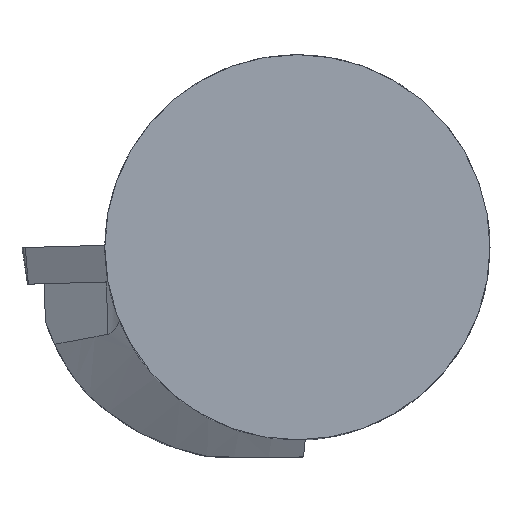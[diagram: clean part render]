
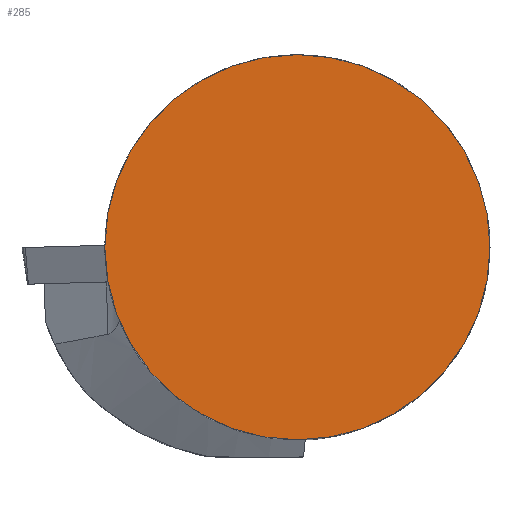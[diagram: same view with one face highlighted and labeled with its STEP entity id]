
A CAD part, top view. The second image highlights one B-rep face of the part: STEP entity #285.
In plain terms, the highlighted planar face has unit normal (0, 0, 1).
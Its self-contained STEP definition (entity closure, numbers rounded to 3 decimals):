
#224=FACE_OUTER_BOUND('',#389,.T.);
#256=CIRCLE('',#904,12.5);
#285=ADVANCED_FACE('',(#224),#323,.T.);
#323=PLANE('',#905);
#389=EDGE_LOOP('',(#467));
#467=ORIENTED_EDGE('',*,*,#720,.F.);
#647=VERTEX_POINT('',#1271);
#720=EDGE_CURVE('',#647,#647,#256,.T.);
#904=AXIS2_PLACEMENT_3D('',#1270,#1040,#1041);
#905=AXIS2_PLACEMENT_3D('',#1272,#1042,#1043);
#1040=DIRECTION('',(0.,0.,-1.));
#1041=DIRECTION('',(1.,0.,0.));
#1042=DIRECTION('',(0.,0.,1.));
#1043=DIRECTION('',(1.,0.,0.));
#1270=CARTESIAN_POINT('',(0.,0.,0.));
#1271=CARTESIAN_POINT('',(12.5,0.,0.));
#1272=CARTESIAN_POINT('',(0.,0.,0.));
